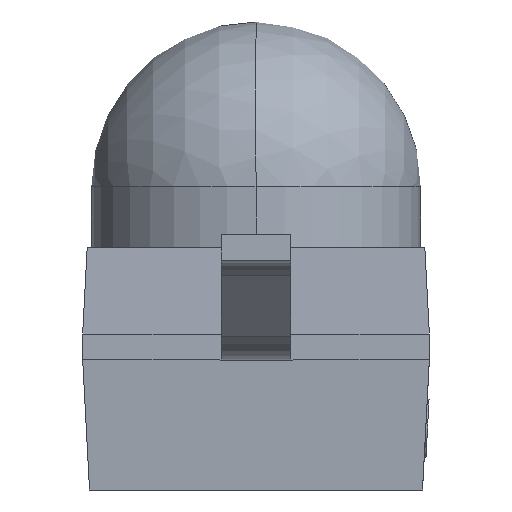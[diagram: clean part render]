
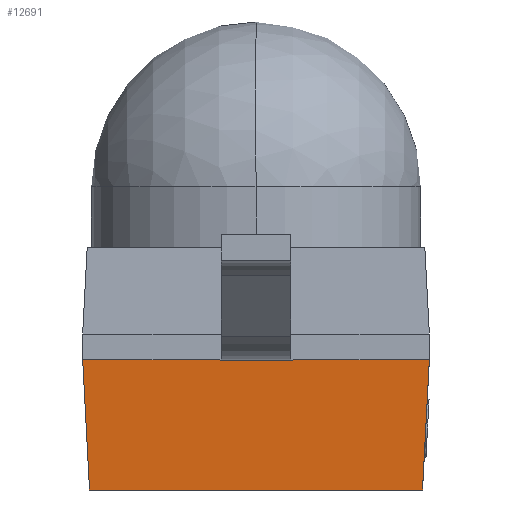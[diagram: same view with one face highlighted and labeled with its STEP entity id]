
A CAD part, left-side view. The second image highlights one B-rep face of the part: STEP entity #12691.
In plain terms, the highlighted planar face has unit normal (-0.999, 0, -0.052).
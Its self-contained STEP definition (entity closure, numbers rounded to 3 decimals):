
#550 = CARTESIAN_POINT ( 'NONE',  ( -1.011, 0.961, 0. ) ) ;
#757 = ORIENTED_EDGE ( 'NONE', *, *, #8513, .T. ) ;
#1155 = LINE ( 'NONE', #14138, #14532 ) ;
#1224 = EDGE_CURVE ( 'NONE', #14588, #8484, #13816, .T. ) ;
#1463 = ORIENTED_EDGE ( 'NONE', *, *, #1224, .F. ) ;
#1933 = EDGE_CURVE ( 'NONE', #5207, #4833, #3659, .T. ) ;
#1956 = DIRECTION ( 'NONE',  ( 0., -1., 0. ) ) ;
#3539 = VERTEX_POINT ( 'NONE', #7865 ) ;
#3582 = CARTESIAN_POINT ( 'NONE',  ( -1.05, 0.2, 0.75 ) ) ;
#3659 = LINE ( 'NONE', #15490, #12409 ) ;
#3890 = LINE ( 'NONE', #12983, #15890 ) ;
#4139 = CARTESIAN_POINT ( 'NONE',  ( -1.05, 1., 0.75 ) ) ;
#4303 = DIRECTION ( 'NONE',  ( 0., 1., 0. ) ) ;
#4833 = VERTEX_POINT ( 'NONE', #550 ) ;
#5207 = VERTEX_POINT ( 'NONE', #12544 ) ;
#6082 = DIRECTION ( 'NONE',  ( 0., -1., 0. ) ) ;
#6297 = DIRECTION ( 'NONE',  ( 0., 1., 0. ) ) ;
#7206 = CARTESIAN_POINT ( 'NONE',  ( -1.05, 1., 0.75 ) ) ;
#7569 = EDGE_LOOP ( 'NONE', ( #15361, #1463, #7783, #9111, #757, #16044 ) ) ;
#7783 = ORIENTED_EDGE ( 'NONE', *, *, #15025, .F. ) ;
#7865 = CARTESIAN_POINT ( 'NONE',  ( -1.05, -0.2, 0.75 ) ) ;
#8484 = VERTEX_POINT ( 'NONE', #3582 ) ;
#8513 = EDGE_CURVE ( 'NONE', #5207, #8971, #10205, .T. ) ;
#8971 = VERTEX_POINT ( 'NONE', #9067 ) ;
#9067 = CARTESIAN_POINT ( 'NONE',  ( -1.05, -1., 0.75 ) ) ;
#9111 = ORIENTED_EDGE ( 'NONE', *, *, #1933, .F. ) ;
#9677 = VECTOR ( 'NONE', #12831, 1000. ) ;
#10189 = DIRECTION ( 'NONE',  ( -0.052, 0.052, 0.997 ) ) ;
#10205 = LINE ( 'NONE', #13926, #9677 ) ;
#12193 = AXIS2_PLACEMENT_3D ( 'NONE', #15101, #13566, #1956 ) ;
#12364 = CARTESIAN_POINT ( 'NONE',  ( -1.05, 1., 0.75 ) ) ;
#12409 = VECTOR ( 'NONE', #6297, 1000. ) ;
#12544 = CARTESIAN_POINT ( 'NONE',  ( -1.011, -0.961, 0. ) ) ;
#12691 = ADVANCED_FACE ( 'NONE', ( #16135 ), #16399, .F. ) ;
#12831 = DIRECTION ( 'NONE',  ( -0.052, -0.052, 0.997 ) ) ;
#12882 = VECTOR ( 'NONE', #4303, 1000. ) ;
#12983 = CARTESIAN_POINT ( 'NONE',  ( -1.05, 1., 0.75 ) ) ;
#13566 = DIRECTION ( 'NONE',  ( 0.999, 0., 0.052 ) ) ;
#13816 = LINE ( 'NONE', #12364, #16489 ) ;
#13926 = CARTESIAN_POINT ( 'NONE',  ( -1.05, -1., 0.75 ) ) ;
#14138 = CARTESIAN_POINT ( 'NONE',  ( -1.05, 1., 0.75 ) ) ;
#14532 = VECTOR ( 'NONE', #15250, 1000. ) ;
#14588 = VERTEX_POINT ( 'NONE', #7206 ) ;
#14773 = LINE ( 'NONE', #4139, #12882 ) ;
#14891 = EDGE_CURVE ( 'NONE', #3539, #8484, #14773, .T. ) ;
#15025 = EDGE_CURVE ( 'NONE', #4833, #14588, #3890, .T. ) ;
#15101 = CARTESIAN_POINT ( 'NONE',  ( -1.05, 1., 0.75 ) ) ;
#15250 = DIRECTION ( 'NONE',  ( 0., -1., 0. ) ) ;
#15361 = ORIENTED_EDGE ( 'NONE', *, *, #14891, .T. ) ;
#15490 = CARTESIAN_POINT ( 'NONE',  ( -1.011, 0., 0. ) ) ;
#15631 = EDGE_CURVE ( 'NONE', #3539, #8971, #1155, .T. ) ;
#15890 = VECTOR ( 'NONE', #10189, 1000. ) ;
#16044 = ORIENTED_EDGE ( 'NONE', *, *, #15631, .F. ) ;
#16135 = FACE_OUTER_BOUND ( 'NONE', #7569, .T. ) ;
#16399 = PLANE ( 'NONE',  #12193 ) ;
#16489 = VECTOR ( 'NONE', #6082, 1000. ) ;
